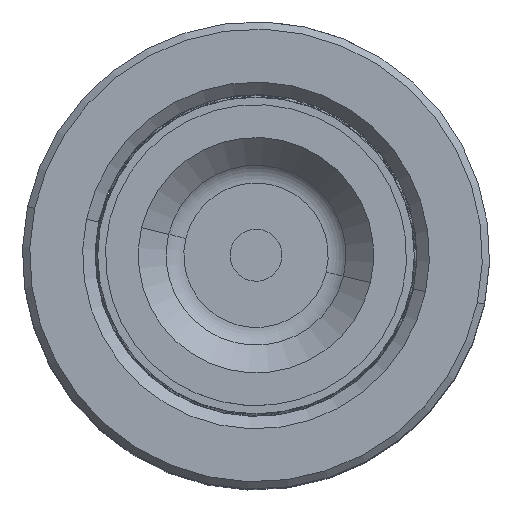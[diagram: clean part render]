
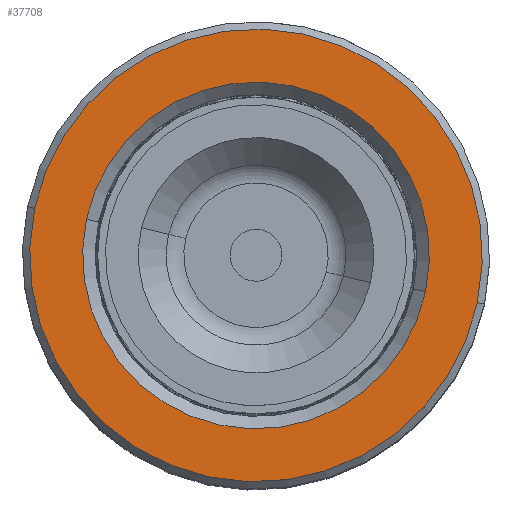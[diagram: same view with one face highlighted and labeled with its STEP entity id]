
A CAD part, top view. The second image highlights one B-rep face of the part: STEP entity #37708.
In plain terms, the highlighted planar face has unit normal (0, 0, 1).
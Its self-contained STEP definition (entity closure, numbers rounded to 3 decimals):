
#3152 = CARTESIAN_POINT ( 'NONE',  ( 0., 0., 60. ) ) ;
#3772 = ORIENTED_EDGE ( 'NONE', *, *, #16155, .T. ) ;
#4082 = EDGE_LOOP ( 'NONE', ( #16959, #3772 ) ) ;
#4270 = CARTESIAN_POINT ( 'NONE',  ( -16.7, 0., 60. ) ) ;
#4839 = CARTESIAN_POINT ( 'NONE',  ( -21.8, 0., 60. ) ) ;
#7258 = DIRECTION ( 'NONE',  ( 1., 0., 0. ) ) ;
#7937 = CARTESIAN_POINT ( 'NONE',  ( 0., 0., 60. ) ) ;
#8566 = CARTESIAN_POINT ( 'NONE',  ( 16.7, 0., 60. ) ) ;
#10993 = CIRCLE ( 'NONE', #37441, 16.7 ) ;
#11113 = VERTEX_POINT ( 'NONE', #8566 ) ;
#11396 = AXIS2_PLACEMENT_3D ( 'NONE', #31851, #15329, #7258 ) ;
#11421 = DIRECTION ( 'NONE',  ( 0., 0., -1. ) ) ;
#15329 = DIRECTION ( 'NONE',  ( 0., 0., 1. ) ) ;
#15581 = VERTEX_POINT ( 'NONE', #52397 ) ;
#16009 = DIRECTION ( 'NONE',  ( 1., 0., 0. ) ) ;
#16155 = EDGE_CURVE ( 'NONE', #17939, #11113, #46843, .T. ) ;
#16959 = ORIENTED_EDGE ( 'NONE', *, *, #30269, .T. ) ;
#17214 = VERTEX_POINT ( 'NONE', #4839 ) ;
#17356 = AXIS2_PLACEMENT_3D ( 'NONE', #3152, #11421, #48026 ) ;
#17819 = EDGE_CURVE ( 'NONE', #17214, #15581, #27539, .T. ) ;
#17939 = VERTEX_POINT ( 'NONE', #4270 ) ;
#18728 = EDGE_CURVE ( 'NONE', #15581, #17214, #41043, .T. ) ;
#23792 = EDGE_LOOP ( 'NONE', ( #43057, #53020 ) ) ;
#27539 = CIRCLE ( 'NONE', #48643, 21.8 ) ;
#28164 = CARTESIAN_POINT ( 'NONE',  ( 0., 0., 60. ) ) ;
#28513 = DIRECTION ( 'NONE',  ( 1., 0., 0. ) ) ;
#30269 = EDGE_CURVE ( 'NONE', #11113, #17939, #10993, .T. ) ;
#31781 = AXIS2_PLACEMENT_3D ( 'NONE', #7937, #32709, #44742 ) ;
#31851 = CARTESIAN_POINT ( 'NONE',  ( 0., 0., 60. ) ) ;
#32271 = DIRECTION ( 'NONE',  ( 0., 0., 1. ) ) ;
#32529 = CARTESIAN_POINT ( 'NONE',  ( 0., 0., 60. ) ) ;
#32709 = DIRECTION ( 'NONE',  ( 0., 0., 1. ) ) ;
#37441 = AXIS2_PLACEMENT_3D ( 'NONE', #32529, #40590, #16009 ) ;
#37708 = ADVANCED_FACE ( 'NONE', ( #51769, #40195 ), #52472, .T. ) ;
#40195 = FACE_BOUND ( 'NONE', #4082, .T. ) ;
#40590 = DIRECTION ( 'NONE',  ( 0., 0., -1. ) ) ;
#41043 = CIRCLE ( 'NONE', #31781, 21.8 ) ;
#43057 = ORIENTED_EDGE ( 'NONE', *, *, #17819, .T. ) ;
#44742 = DIRECTION ( 'NONE',  ( 1., 0., 0. ) ) ;
#46843 = CIRCLE ( 'NONE', #17356, 16.7 ) ;
#48026 = DIRECTION ( 'NONE',  ( 1., 0., 0. ) ) ;
#48643 = AXIS2_PLACEMENT_3D ( 'NONE', #28164, #32271, #28513 ) ;
#51769 = FACE_OUTER_BOUND ( 'NONE', #23792, .T. ) ;
#52397 = CARTESIAN_POINT ( 'NONE',  ( 21.8, 0., 60. ) ) ;
#52472 = PLANE ( 'NONE',  #11396 ) ;
#53020 = ORIENTED_EDGE ( 'NONE', *, *, #18728, .T. ) ;
